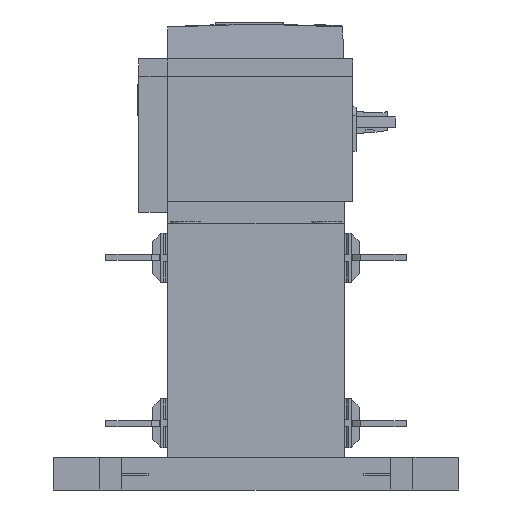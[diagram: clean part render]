
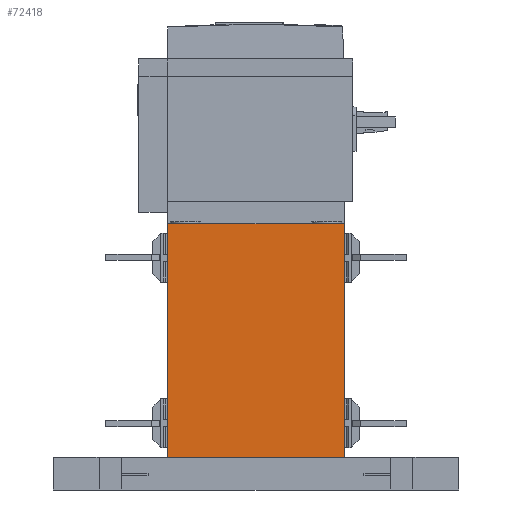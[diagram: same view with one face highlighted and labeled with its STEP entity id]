
A CAD part, left-side view. The second image highlights one B-rep face of the part: STEP entity #72418.
In plain terms, the highlighted planar face has unit normal (-1, 0, 0).
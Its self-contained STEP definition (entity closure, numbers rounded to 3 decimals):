
#56084=DIRECTION('',(0.,1.,0.));
#56085=VECTOR('',#56084,100.);
#56086=CARTESIAN_POINT('',(-135.,-50.,18.5));
#56087=LINE('',#56086,#56085);
#56091=DIRECTION('',(0.,0.,1.));
#56092=VECTOR('',#56091,132.2);
#56093=CARTESIAN_POINT('',(-135.,50.,18.5));
#56094=LINE('',#56093,#56092);
#56098=DIRECTION('',(0.,-1.,0.));
#56099=VECTOR('',#56098,100.);
#56100=CARTESIAN_POINT('',(-135.,50.,150.7));
#56101=LINE('',#56100,#56099);
#56105=DIRECTION('',(0.,0.,-1.));
#56106=VECTOR('',#56105,132.2);
#56107=CARTESIAN_POINT('',(-135.,-50.,150.7));
#56108=LINE('',#56107,#56106);
#56146=CARTESIAN_POINT('',(-135.,-50.,18.5));
#56147=VERTEX_POINT('',#56146);
#56148=CARTESIAN_POINT('',(-135.,-50.,150.7));
#56149=VERTEX_POINT('',#56148);
#56370=CARTESIAN_POINT('',(-135.,50.,18.5));
#56371=CARTESIAN_POINT('',(-135.,50.,150.7));
#56372=VERTEX_POINT('',#56370);
#56373=VERTEX_POINT('',#56371);
#72407=CARTESIAN_POINT('',(-135.,40.,130.4));
#72408=DIRECTION('',(1.,0.,0.));
#72409=DIRECTION('',(0.,1.,0.));
#72410=AXIS2_PLACEMENT_3D('',#72407,#72408,#72409);
#72411=PLANE('',#72410);
#72412=ORIENTED_EDGE('',*,*,#72395,.T.);
#72413=ORIENTED_EDGE('',*,*,#63629,.T.);
#72414=ORIENTED_EDGE('',*,*,#63441,.T.);
#72415=ORIENTED_EDGE('',*,*,#58313,.T.);
#72416=EDGE_LOOP('',(#72412,#72413,#72414,#72415));
#72417=FACE_OUTER_BOUND('',#72416,.F.);
#58313=EDGE_CURVE('',#56149,#56147,#56108,.T.);
#63441=EDGE_CURVE('',#56373,#56149,#56101,.T.);
#63629=EDGE_CURVE('',#56372,#56373,#56094,.T.);
#72395=EDGE_CURVE('',#56147,#56372,#56087,.T.);
#72418=ADVANCED_FACE('',(#72417),#72411,.F.);
